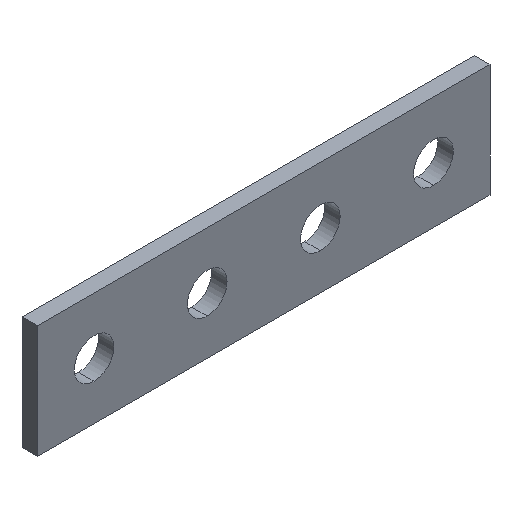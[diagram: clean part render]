
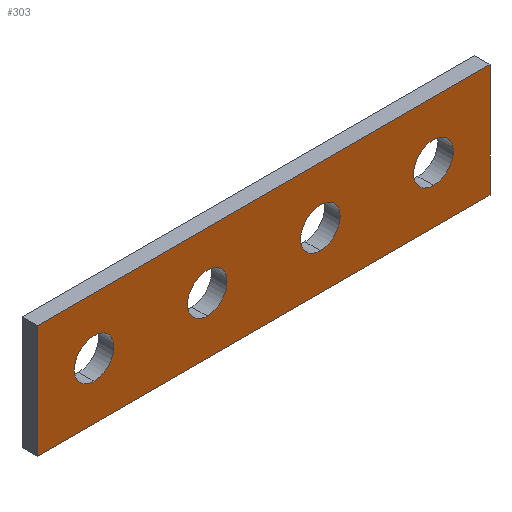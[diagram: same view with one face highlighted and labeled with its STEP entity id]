
A CAD part, isometric view. The second image highlights one B-rep face of the part: STEP entity #303.
In plain terms, the highlighted planar face has unit normal (0, -1, 0).
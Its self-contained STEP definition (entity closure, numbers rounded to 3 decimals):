
#1 = ORIENTED_EDGE ( 'NONE', *, *, #131, .T. ) ;
#4 = DIRECTION ( 'NONE',  ( 0., 1., 0. ) ) ;
#12 = VERTEX_POINT ( 'NONE', #54 ) ;
#17 = AXIS2_PLACEMENT_3D ( 'NONE', #482, #405, #297 ) ;
#19 = AXIS2_PLACEMENT_3D ( 'NONE', #260, #259, #72 ) ;
#22 = VERTEX_POINT ( 'NONE', #45 ) ;
#25 = CIRCLE ( 'NONE', #362, 7. ) ;
#32 = EDGE_LOOP ( 'NONE', ( #374, #1 ) ) ;
#33 = LINE ( 'NONE', #334, #210 ) ;
#35 = CIRCLE ( 'NONE', #90, 7. ) ;
#38 = EDGE_LOOP ( 'NONE', ( #46, #81, #401, #419 ) ) ;
#39 = EDGE_CURVE ( 'NONE', #153, #89, #128, .T. ) ;
#40 = CARTESIAN_POINT ( 'NONE',  ( 60., 0., -20. ) ) ;
#42 = CIRCLE ( 'NONE', #109, 7. ) ;
#45 = CARTESIAN_POINT ( 'NONE',  ( 60., 0., -13. ) ) ;
#46 = ORIENTED_EDGE ( 'NONE', *, *, #312, .F. ) ;
#54 = CARTESIAN_POINT ( 'NONE',  ( 160., 0., -40. ) ) ;
#57 = VECTOR ( 'NONE', #286, 1000. ) ;
#63 = AXIS2_PLACEMENT_3D ( 'NONE', #460, #4, #201 ) ;
#70 = ORIENTED_EDGE ( 'NONE', *, *, #358, .T. ) ;
#71 = FACE_BOUND ( 'NONE', #32, .T. ) ;
#72 = DIRECTION ( 'NONE',  ( 0., 0., 1. ) ) ;
#73 = CARTESIAN_POINT ( 'NONE',  ( 0., 0., -40. ) ) ;
#79 = DIRECTION ( 'NONE',  ( 0., 1., 0. ) ) ;
#80 = VECTOR ( 'NONE', #148, 1000. ) ;
#81 = ORIENTED_EDGE ( 'NONE', *, *, #341, .F. ) ;
#83 = CARTESIAN_POINT ( 'NONE',  ( 0., 0., 0. ) ) ;
#84 = EDGE_CURVE ( 'NONE', #322, #104, #162, .T. ) ;
#89 = VERTEX_POINT ( 'NONE', #280 ) ;
#90 = AXIS2_PLACEMENT_3D ( 'NONE', #283, #282, #359 ) ;
#91 = ORIENTED_EDGE ( 'NONE', *, *, #39, .T. ) ;
#92 = DIRECTION ( 'NONE',  ( 0., 1., 0. ) ) ;
#93 = VERTEX_POINT ( 'NONE', #466 ) ;
#104 = VERTEX_POINT ( 'NONE', #266 ) ;
#109 = AXIS2_PLACEMENT_3D ( 'NONE', #344, #455, #227 ) ;
#110 = DIRECTION ( 'NONE',  ( 0., 0., 1. ) ) ;
#112 = LINE ( 'NONE', #478, #80 ) ;
#126 = DIRECTION ( 'NONE',  ( 0., 1., 0. ) ) ;
#128 = CIRCLE ( 'NONE', #63, 7. ) ;
#131 = EDGE_CURVE ( 'NONE', #154, #290, #467, .T. ) ;
#139 = CIRCLE ( 'NONE', #451, 7. ) ;
#141 = VERTEX_POINT ( 'NONE', #83 ) ;
#144 = EDGE_CURVE ( 'NONE', #279, #12, #233, .T. ) ;
#146 = VECTOR ( 'NONE', #189, 1000. ) ;
#148 = DIRECTION ( 'NONE',  ( 1., 0., 0. ) ) ;
#153 = VERTEX_POINT ( 'NONE', #174 ) ;
#154 = VERTEX_POINT ( 'NONE', #325 ) ;
#159 = EDGE_LOOP ( 'NONE', ( #453, #278 ) ) ;
#162 = CIRCLE ( 'NONE', #386, 7. ) ;
#172 = ORIENTED_EDGE ( 'NONE', *, *, #84, .T. ) ;
#174 = CARTESIAN_POINT ( 'NONE',  ( 100., 0., -27. ) ) ;
#183 = PLANE ( 'NONE',  #17 ) ;
#189 = DIRECTION ( 'NONE',  ( -1., 0., 0. ) ) ;
#197 = VERTEX_POINT ( 'NONE', #288 ) ;
#201 = DIRECTION ( 'NONE',  ( 0., 0., 1. ) ) ;
#202 = EDGE_LOOP ( 'NONE', ( #411, #172 ) ) ;
#210 = VECTOR ( 'NONE', #110, 1000. ) ;
#215 = EDGE_LOOP ( 'NONE', ( #91, #70 ) ) ;
#219 = EDGE_CURVE ( 'NONE', #93, #22, #35, .T. ) ;
#220 = CARTESIAN_POINT ( 'NONE',  ( 140., 0., -27. ) ) ;
#227 = DIRECTION ( 'NONE',  ( 0., 0., 1. ) ) ;
#233 = LINE ( 'NONE', #379, #57 ) ;
#240 = DIRECTION ( 'NONE',  ( 0., 0., 1. ) ) ;
#252 = CARTESIAN_POINT ( 'NONE',  ( 160., 0., 0. ) ) ;
#253 = EDGE_CURVE ( 'NONE', #104, #322, #25, .T. ) ;
#256 = LINE ( 'NONE', #73, #146 ) ;
#259 = DIRECTION ( 'NONE',  ( 0., 1., 0. ) ) ;
#260 = CARTESIAN_POINT ( 'NONE',  ( 100., 0., -20. ) ) ;
#263 = FACE_BOUND ( 'NONE', #215, .T. ) ;
#266 = CARTESIAN_POINT ( 'NONE',  ( 20., 0., -27. ) ) ;
#278 = ORIENTED_EDGE ( 'NONE', *, *, #406, .T. ) ;
#279 = VERTEX_POINT ( 'NONE', #252 ) ;
#280 = CARTESIAN_POINT ( 'NONE',  ( 100., 0., -13. ) ) ;
#282 = DIRECTION ( 'NONE',  ( 0., 1., 0. ) ) ;
#283 = CARTESIAN_POINT ( 'NONE',  ( 60., 0., -20. ) ) ;
#286 = DIRECTION ( 'NONE',  ( 0., 0., -1. ) ) ;
#288 = CARTESIAN_POINT ( 'NONE',  ( 0., 0., -40. ) ) ;
#290 = VERTEX_POINT ( 'NONE', #220 ) ;
#292 = DIRECTION ( 'NONE',  ( 0., 1., 0. ) ) ;
#297 = DIRECTION ( 'NONE',  ( 0., 0., -1. ) ) ;
#300 = AXIS2_PLACEMENT_3D ( 'NONE', #427, #92, #240 ) ;
#303 = ADVANCED_FACE ( 'NONE', ( #263, #448, #445, #404, #71 ), #183, .T. ) ;
#305 = EDGE_CURVE ( 'NONE', #141, #279, #112, .T. ) ;
#312 = EDGE_CURVE ( 'NONE', #197, #141, #33, .T. ) ;
#315 = CIRCLE ( 'NONE', #19, 7. ) ;
#322 = VERTEX_POINT ( 'NONE', #480 ) ;
#325 = CARTESIAN_POINT ( 'NONE',  ( 140., 0., -13. ) ) ;
#334 = CARTESIAN_POINT ( 'NONE',  ( 0., 0., 0. ) ) ;
#341 = EDGE_CURVE ( 'NONE', #12, #197, #256, .T. ) ;
#343 = CARTESIAN_POINT ( 'NONE',  ( 20., 0., -20. ) ) ;
#344 = CARTESIAN_POINT ( 'NONE',  ( 140., 0., -20. ) ) ;
#358 = EDGE_CURVE ( 'NONE', #89, #153, #315, .T. ) ;
#359 = DIRECTION ( 'NONE',  ( 0., 0., 1. ) ) ;
#362 = AXIS2_PLACEMENT_3D ( 'NONE', #468, #292, #402 ) ;
#374 = ORIENTED_EDGE ( 'NONE', *, *, #439, .T. ) ;
#379 = CARTESIAN_POINT ( 'NONE',  ( 160., 0., 0. ) ) ;
#386 = AXIS2_PLACEMENT_3D ( 'NONE', #343, #79, #423 ) ;
#401 = ORIENTED_EDGE ( 'NONE', *, *, #144, .F. ) ;
#402 = DIRECTION ( 'NONE',  ( 0., 0., 1. ) ) ;
#404 = FACE_BOUND ( 'NONE', #159, .T. ) ;
#405 = DIRECTION ( 'NONE',  ( 0., -1., 0. ) ) ;
#406 = EDGE_CURVE ( 'NONE', #22, #93, #139, .T. ) ;
#410 = DIRECTION ( 'NONE',  ( 0., 0., 1. ) ) ;
#411 = ORIENTED_EDGE ( 'NONE', *, *, #253, .T. ) ;
#419 = ORIENTED_EDGE ( 'NONE', *, *, #305, .F. ) ;
#423 = DIRECTION ( 'NONE',  ( 0., 0., 1. ) ) ;
#427 = CARTESIAN_POINT ( 'NONE',  ( 140., 0., -20. ) ) ;
#439 = EDGE_CURVE ( 'NONE', #290, #154, #42, .T. ) ;
#445 = FACE_OUTER_BOUND ( 'NONE', #38, .T. ) ;
#448 = FACE_BOUND ( 'NONE', #202, .T. ) ;
#451 = AXIS2_PLACEMENT_3D ( 'NONE', #40, #126, #410 ) ;
#453 = ORIENTED_EDGE ( 'NONE', *, *, #219, .T. ) ;
#455 = DIRECTION ( 'NONE',  ( 0., 1., 0. ) ) ;
#460 = CARTESIAN_POINT ( 'NONE',  ( 100., 0., -20. ) ) ;
#466 = CARTESIAN_POINT ( 'NONE',  ( 60., 0., -27. ) ) ;
#467 = CIRCLE ( 'NONE', #300, 7. ) ;
#468 = CARTESIAN_POINT ( 'NONE',  ( 20., 0., -20. ) ) ;
#478 = CARTESIAN_POINT ( 'NONE',  ( 0., 0., 0. ) ) ;
#480 = CARTESIAN_POINT ( 'NONE',  ( 20., 0., -13. ) ) ;
#482 = CARTESIAN_POINT ( 'NONE',  ( 0., 0., 0. ) ) ;
